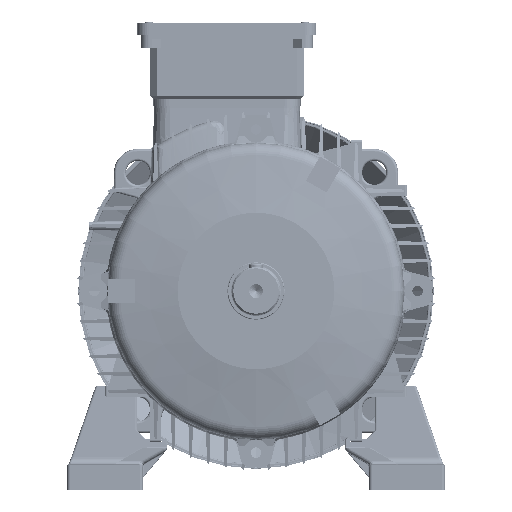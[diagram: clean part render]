
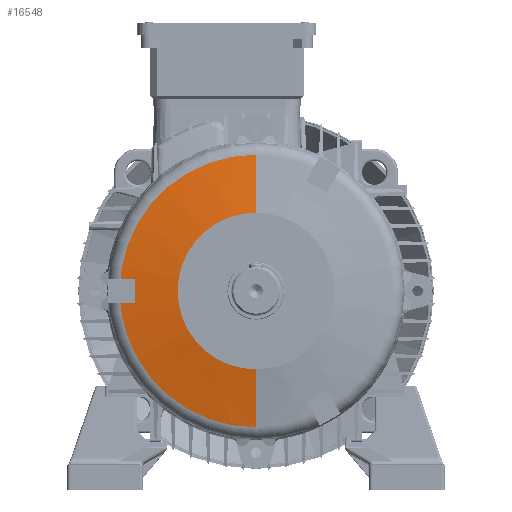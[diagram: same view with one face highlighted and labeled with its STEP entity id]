
A CAD part, left-side view. The second image highlights one B-rep face of the part: STEP entity #16548.
In plain terms, the highlighted conical face has half-angle 81 degrees and reference radius 171.316 mm.
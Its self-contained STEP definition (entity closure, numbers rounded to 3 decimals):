
#4982 = DIRECTION ( 'NONE',  ( -1., 0., 0. ) ) ;
#16548 = ADVANCED_FACE ( 'NONE', ( #224696 ), #244458, .T. ) ;
#21670 = CARTESIAN_POINT ( 'NONE',  ( 17., 0., 98.5 ) ) ;
#22001 = LINE ( 'NONE', #151087, #93724 ) ;
#24155 = EDGE_CURVE ( 'NONE', #132703, #121839, #124135, .T. ) ;
#42531 = AXIS2_PLACEMENT_3D ( 'NONE', #111766, #170096, #207271 ) ;
#43429 = CARTESIAN_POINT ( 'NONE',  ( 17., 0., 0. ) ) ;
#53615 = EDGE_LOOP ( 'NONE', ( #80192, #108596, #140489, #203794 ) ) ;
#80192 = ORIENTED_EDGE ( 'NONE', *, *, #117203, .F. ) ;
#83681 = EDGE_CURVE ( 'NONE', #121839, #212126, #163619, .T. ) ;
#93724 = VECTOR ( 'NONE', #189485, 1000. ) ;
#95831 = VECTOR ( 'NONE', #240697, 1000. ) ;
#106410 = CARTESIAN_POINT ( 'NONE',  ( 28.533, 0., 171.316 ) ) ;
#108596 = ORIENTED_EDGE ( 'NONE', *, *, #24155, .T. ) ;
#109312 = EDGE_CURVE ( 'NONE', #242495, #212126, #22001, .T. ) ;
#111766 = CARTESIAN_POINT ( 'NONE',  ( 28.533, 0., 0. ) ) ;
#113181 = DIRECTION ( 'NONE',  ( -1., 0., 0. ) ) ;
#117203 = EDGE_CURVE ( 'NONE', #132703, #242495, #206494, .T. ) ;
#121839 = VERTEX_POINT ( 'NONE', #106410 ) ;
#124135 = LINE ( 'NONE', #238265, #95831 ) ;
#127826 = AXIS2_PLACEMENT_3D ( 'NONE', #227350, #113181, #228583 ) ;
#132703 = VERTEX_POINT ( 'NONE', #21670 ) ;
#137286 = CARTESIAN_POINT ( 'NONE',  ( 17., 0., -98.5 ) ) ;
#140489 = ORIENTED_EDGE ( 'NONE', *, *, #83681, .T. ) ;
#151087 = CARTESIAN_POINT ( 'NONE',  ( 28.533, 0., -171.316 ) ) ;
#163619 = CIRCLE ( 'NONE', #127826, 171.316 ) ;
#169312 = CARTESIAN_POINT ( 'NONE',  ( 28.533, 0., -171.316 ) ) ;
#170096 = DIRECTION ( 'NONE',  ( 1., 0., 0. ) ) ;
#176223 = DIRECTION ( 'NONE',  ( 0., 0., 1. ) ) ;
#182805 = AXIS2_PLACEMENT_3D ( 'NONE', #43429, #4982, #176223 ) ;
#189485 = DIRECTION ( 'NONE',  ( 0.156, 0., -0.988 ) ) ;
#203794 = ORIENTED_EDGE ( 'NONE', *, *, #109312, .F. ) ;
#206494 = CIRCLE ( 'NONE', #182805, 98.5 ) ;
#207271 = DIRECTION ( 'NONE',  ( 0., 0., -1. ) ) ;
#212126 = VERTEX_POINT ( 'NONE', #169312 ) ;
#224696 = FACE_OUTER_BOUND ( 'NONE', #53615, .T. ) ;
#227350 = CARTESIAN_POINT ( 'NONE',  ( 28.533, 0., 0. ) ) ;
#228583 = DIRECTION ( 'NONE',  ( 0., 0., 1. ) ) ;
#238265 = CARTESIAN_POINT ( 'NONE',  ( 28.533, 0., 171.316 ) ) ;
#240697 = DIRECTION ( 'NONE',  ( 0.156, 0., 0.988 ) ) ;
#242495 = VERTEX_POINT ( 'NONE', #137286 ) ;
#244458 = CONICAL_SURFACE ( 'NONE', #42531, 171.316, 1.414 ) ;
